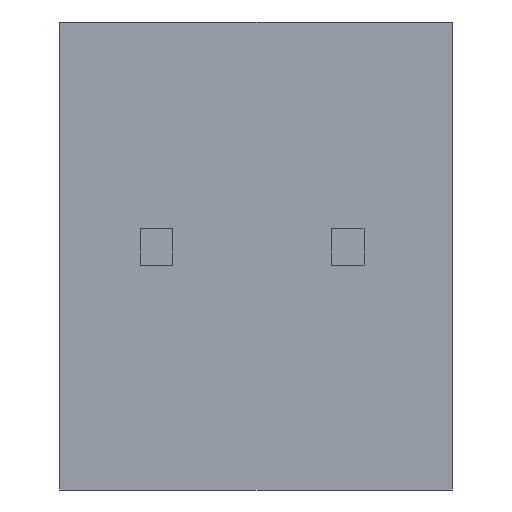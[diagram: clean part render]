
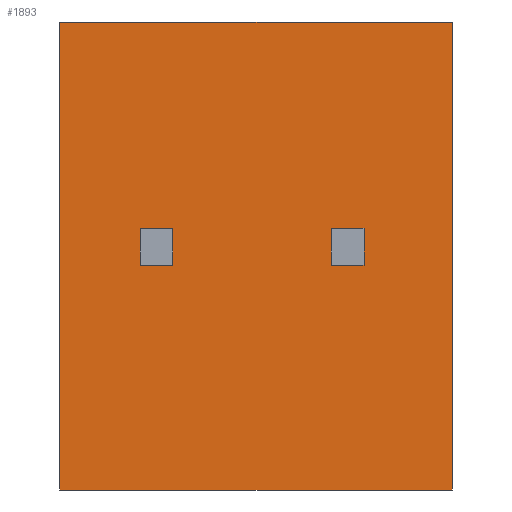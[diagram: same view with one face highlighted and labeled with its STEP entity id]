
A CAD part, front view. The second image highlights one B-rep face of the part: STEP entity #1893.
In plain terms, the highlighted planar face has unit normal (0, -1, 0).
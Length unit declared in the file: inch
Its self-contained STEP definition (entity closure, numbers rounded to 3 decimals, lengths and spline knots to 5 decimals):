
#23 = VECTOR ( 'NONE', #520, 39.37008 ) ;
#64 = FACE_BOUND ( 'NONE', #2301, .T. ) ;
#107 = EDGE_CURVE ( 'NONE', #1845, #792, #1651, .T. ) ;
#129 = EDGE_CURVE ( 'NONE', #136, #1960, #646, .T. ) ;
#136 = VERTEX_POINT ( 'NONE', #1958 ) ;
#151 = LINE ( 'NONE', #510, #1587 ) ;
#153 = EDGE_CURVE ( 'NONE', #867, #720, #2099, .T. ) ;
#156 = VECTOR ( 'NONE', #640, 39.37008 ) ;
#187 = CARTESIAN_POINT ( 'NONE',  ( 0., 0., -0.245 ) ) ;
#195 = LINE ( 'NONE', #763, #2128 ) ;
#220 = VECTOR ( 'NONE', #1604, 39.37008 ) ;
#314 = VECTOR ( 'NONE', #324, 39.37008 ) ;
#324 = DIRECTION ( 'NONE',  ( 0., 0., -1. ) ) ;
#406 = ORIENTED_EDGE ( 'NONE', *, *, #2339, .F. ) ;
#457 = VERTEX_POINT ( 'NONE', #1452 ) ;
#475 = EDGE_CURVE ( 'NONE', #1858, #1744, #2087, .T. ) ;
#509 = ORIENTED_EDGE ( 'NONE', *, *, #475, .F. ) ;
#510 = CARTESIAN_POINT ( 'NONE',  ( 0.14224, 0., -0.10806 ) ) ;
#520 = DIRECTION ( 'NONE',  ( 0., 0., -1. ) ) ;
#542 = CARTESIAN_POINT ( 'NONE',  ( 0.20551, 0., 0. ) ) ;
#548 = ORIENTED_EDGE ( 'NONE', *, *, #1026, .F. ) ;
#561 = VECTOR ( 'NONE', #1670, 39.37008 ) ;
#583 = VECTOR ( 'NONE', #892, 39.37008 ) ;
#585 = VERTEX_POINT ( 'NONE', #915 ) ;
#596 = ORIENTED_EDGE ( 'NONE', *, *, #1796, .F. ) ;
#607 = AXIS2_PLACEMENT_3D ( 'NONE', #2066, #941, #2258 ) ;
#628 = VECTOR ( 'NONE', #1186, 39.37008 ) ;
#640 = DIRECTION ( 'NONE',  ( 0., 0., 1. ) ) ;
#646 = LINE ( 'NONE', #1244, #2148 ) ;
#666 = CARTESIAN_POINT ( 'NONE',  ( 0.0593, 0., -0.10806 ) ) ;
#675 = EDGE_LOOP ( 'NONE', ( #548, #596, #1827, #823 ) ) ;
#720 = VERTEX_POINT ( 'NONE', #1508 ) ;
#759 = CARTESIAN_POINT ( 'NONE',  ( 0.1593, 0., -0.10806 ) ) ;
#763 = CARTESIAN_POINT ( 'NONE',  ( 0., 0., 0. ) ) ;
#785 = VERTEX_POINT ( 'NONE', #958 ) ;
#792 = VERTEX_POINT ( 'NONE', #759 ) ;
#819 = LINE ( 'NONE', #881, #314 ) ;
#823 = ORIENTED_EDGE ( 'NONE', *, *, #940, .F. ) ;
#842 = VECTOR ( 'NONE', #1318, 39.37008 ) ;
#867 = VERTEX_POINT ( 'NONE', #1928 ) ;
#869 = LINE ( 'NONE', #2015, #1101 ) ;
#881 = CARTESIAN_POINT ( 'NONE',  ( 0.14224, 0., -0.10806 ) ) ;
#882 = CARTESIAN_POINT ( 'NONE',  ( 0.20551, 0., -0.245 ) ) ;
#889 = DIRECTION ( 'NONE',  ( 1., 0., 0. ) ) ;
#892 = DIRECTION ( 'NONE',  ( 0., 0., -1. ) ) ;
#915 = CARTESIAN_POINT ( 'NONE',  ( 0.04224, 0., -0.10806 ) ) ;
#918 = CARTESIAN_POINT ( 'NONE',  ( 0.1593, 0., -0.12739 ) ) ;
#940 = EDGE_CURVE ( 'NONE', #457, #1845, #1195, .T. ) ;
#941 = DIRECTION ( 'NONE',  ( 0., -1., 0. ) ) ;
#958 = CARTESIAN_POINT ( 'NONE',  ( 0.14224, 0., -0.10806 ) ) ;
#997 = FACE_OUTER_BOUND ( 'NONE', #1189, .T. ) ;
#1001 = ORIENTED_EDGE ( 'NONE', *, *, #1838, .F. ) ;
#1026 = EDGE_CURVE ( 'NONE', #785, #457, #819, .T. ) ;
#1076 = EDGE_CURVE ( 'NONE', #585, #1728, #1524, .T. ) ;
#1101 = VECTOR ( 'NONE', #889, 39.37008 ) ;
#1186 = DIRECTION ( 'NONE',  ( 1., 0., 0. ) ) ;
#1189 = EDGE_LOOP ( 'NONE', ( #509, #1575, #2355, #1927 ) ) ;
#1195 = LINE ( 'NONE', #1933, #628 ) ;
#1220 = EDGE_CURVE ( 'NONE', #1744, #136, #1288, .T. ) ;
#1244 = CARTESIAN_POINT ( 'NONE',  ( 0., 0., 0. ) ) ;
#1288 = LINE ( 'NONE', #187, #842 ) ;
#1318 = DIRECTION ( 'NONE',  ( -1., 0., 0. ) ) ;
#1319 = EDGE_CURVE ( 'NONE', #1960, #1858, #195, .T. ) ;
#1345 = DIRECTION ( 'NONE',  ( 1., 0., 0. ) ) ;
#1420 = CARTESIAN_POINT ( 'NONE',  ( 0.1593, 0., -0.10806 ) ) ;
#1452 = CARTESIAN_POINT ( 'NONE',  ( 0.14224, 0., -0.12739 ) ) ;
#1508 = CARTESIAN_POINT ( 'NONE',  ( 0.0593, 0., -0.10806 ) ) ;
#1522 = CARTESIAN_POINT ( 'NONE',  ( 0., 0., 0. ) ) ;
#1524 = LINE ( 'NONE', #1844, #23 ) ;
#1575 = ORIENTED_EDGE ( 'NONE', *, *, #1319, .F. ) ;
#1587 = VECTOR ( 'NONE', #2021, 39.37008 ) ;
#1604 = DIRECTION ( 'NONE',  ( 0., 0., 1. ) ) ;
#1651 = LINE ( 'NONE', #1420, #220 ) ;
#1660 = ORIENTED_EDGE ( 'NONE', *, *, #1076, .F. ) ;
#1670 = DIRECTION ( 'NONE',  ( -1., 0., 0. ) ) ;
#1728 = VERTEX_POINT ( 'NONE', #2365 ) ;
#1744 = VERTEX_POINT ( 'NONE', #882 ) ;
#1796 = EDGE_CURVE ( 'NONE', #792, #785, #151, .T. ) ;
#1827 = ORIENTED_EDGE ( 'NONE', *, *, #107, .F. ) ;
#1838 = EDGE_CURVE ( 'NONE', #720, #585, #2062, .T. ) ;
#1844 = CARTESIAN_POINT ( 'NONE',  ( 0.04224, 0., -0.10806 ) ) ;
#1845 = VERTEX_POINT ( 'NONE', #918 ) ;
#1858 = VERTEX_POINT ( 'NONE', #542 ) ;
#1863 = CARTESIAN_POINT ( 'NONE',  ( 0.04224, 0., -0.10806 ) ) ;
#1893 = ADVANCED_FACE ( 'NONE', ( #997, #64, #1943 ), #2248, .T. ) ;
#1927 = ORIENTED_EDGE ( 'NONE', *, *, #1220, .F. ) ;
#1928 = CARTESIAN_POINT ( 'NONE',  ( 0.0593, 0., -0.12739 ) ) ;
#1933 = CARTESIAN_POINT ( 'NONE',  ( 0.14224, 0., -0.12739 ) ) ;
#1943 = FACE_BOUND ( 'NONE', #675, .T. ) ;
#1958 = CARTESIAN_POINT ( 'NONE',  ( 0., 0., -0.245 ) ) ;
#1960 = VERTEX_POINT ( 'NONE', #1522 ) ;
#1977 = DIRECTION ( 'NONE',  ( 0., 0., 1. ) ) ;
#2015 = CARTESIAN_POINT ( 'NONE',  ( 0.04224, 0., -0.12739 ) ) ;
#2021 = DIRECTION ( 'NONE',  ( -1., 0., 0. ) ) ;
#2062 = LINE ( 'NONE', #1863, #561 ) ;
#2066 = CARTESIAN_POINT ( 'NONE',  ( 0., 0., -0.245 ) ) ;
#2087 = LINE ( 'NONE', #2207, #583 ) ;
#2099 = LINE ( 'NONE', #666, #156 ) ;
#2128 = VECTOR ( 'NONE', #1345, 39.37008 ) ;
#2148 = VECTOR ( 'NONE', #1977, 39.37008 ) ;
#2207 = CARTESIAN_POINT ( 'NONE',  ( 0.20551, 0., -0.245 ) ) ;
#2248 = PLANE ( 'NONE',  #607 ) ;
#2258 = DIRECTION ( 'NONE',  ( 0., 0., -1. ) ) ;
#2301 = EDGE_LOOP ( 'NONE', ( #406, #1660, #1001, #2362 ) ) ;
#2339 = EDGE_CURVE ( 'NONE', #1728, #867, #869, .T. ) ;
#2355 = ORIENTED_EDGE ( 'NONE', *, *, #129, .F. ) ;
#2362 = ORIENTED_EDGE ( 'NONE', *, *, #153, .F. ) ;
#2365 = CARTESIAN_POINT ( 'NONE',  ( 0.04224, 0., -0.12739 ) ) ;
